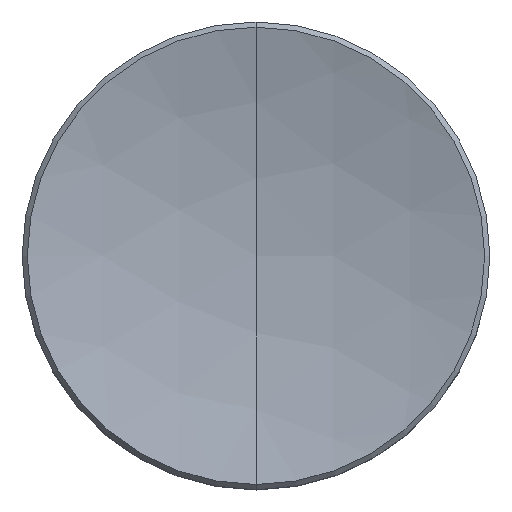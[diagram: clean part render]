
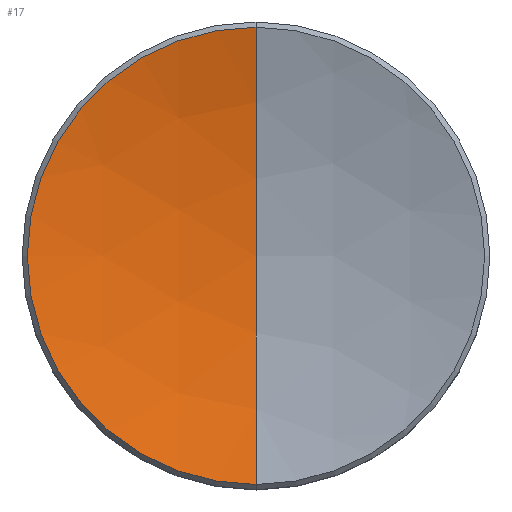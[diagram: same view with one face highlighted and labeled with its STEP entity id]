
A CAD part, top view. The second image highlights one B-rep face of the part: STEP entity #17.
In plain terms, the highlighted spherical face has radius 23 mm.
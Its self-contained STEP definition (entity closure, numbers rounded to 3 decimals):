
#7 = ORIENTED_EDGE ( 'NONE', *, *, #13, .F. ) ;
#13 = EDGE_CURVE ( 'NONE', #26, #23, #137, .T. ) ;
#16 = EDGE_LOOP ( 'NONE', ( #24, #18, #7 ) ) ;
#17 = ADVANCED_FACE ( 'NONE', ( #212 ), #214, .F. ) ;
#18 = ORIENTED_EDGE ( 'NONE', *, *, #22, .T. ) ;
#22 = EDGE_CURVE ( 'NONE', #30, #23, #236, .T. ) ;
#23 = VERTEX_POINT ( 'NONE', #241 ) ;
#24 = ORIENTED_EDGE ( 'NONE', *, *, #25, .F. ) ;
#25 = EDGE_CURVE ( 'NONE', #30, #26, #238, .T. ) ;
#26 = VERTEX_POINT ( 'NONE', #229 ) ;
#30 = VERTEX_POINT ( 'NONE', #221 ) ;
#128 = DIRECTION ( 'NONE',  ( 0., 0., 1. ) ) ;
#129 = DIRECTION ( 'NONE',  ( -1., 0., 0. ) ) ;
#130 = CARTESIAN_POINT ( 'NONE',  ( 0., 0., 24.75 ) ) ;
#131 = AXIS2_PLACEMENT_3D ( 'NONE', #130, #129, #128 ) ;
#137 = CIRCLE ( 'NONE', #131, 23. ) ;
#201 = DIRECTION ( 'NONE',  ( 0., 1., 0. ) ) ;
#202 = DIRECTION ( 'NONE',  ( 1., 0., 0. ) ) ;
#203 = AXIS2_PLACEMENT_3D ( 'NONE', #213, #202, #201 ) ;
#212 = FACE_OUTER_BOUND ( 'NONE', #16, .T. ) ;
#213 = CARTESIAN_POINT ( 'NONE',  ( 0., 0., 24.75 ) ) ;
#214 = SPHERICAL_SURFACE ( 'NONE', #203, 23. ) ;
#221 = CARTESIAN_POINT ( 'NONE',  ( 0., -6.209, 2.604 ) ) ;
#224 = DIRECTION ( 'NONE',  ( 0., 1., 0. ) ) ;
#225 = DIRECTION ( 'NONE',  ( 1., 0., 0. ) ) ;
#226 = CARTESIAN_POINT ( 'NONE',  ( 0., 0., 24.75 ) ) ;
#229 = CARTESIAN_POINT ( 'NONE',  ( 0., 6.209, 2.604 ) ) ;
#230 = DIRECTION ( 'NONE',  ( 0., 1., 0. ) ) ;
#231 = DIRECTION ( 'NONE',  ( 0., 0., -1. ) ) ;
#232 = CARTESIAN_POINT ( 'NONE',  ( 0., 0., 2.604 ) ) ;
#233 = AXIS2_PLACEMENT_3D ( 'NONE', #232, #231, #230 ) ;
#236 = CIRCLE ( 'NONE', #237, 23. ) ;
#237 = AXIS2_PLACEMENT_3D ( 'NONE', #226, #225, #224 ) ;
#238 = CIRCLE ( 'NONE', #233, 6.209 ) ;
#241 = CARTESIAN_POINT ( 'NONE',  ( 0., 0., 1.75 ) ) ;
